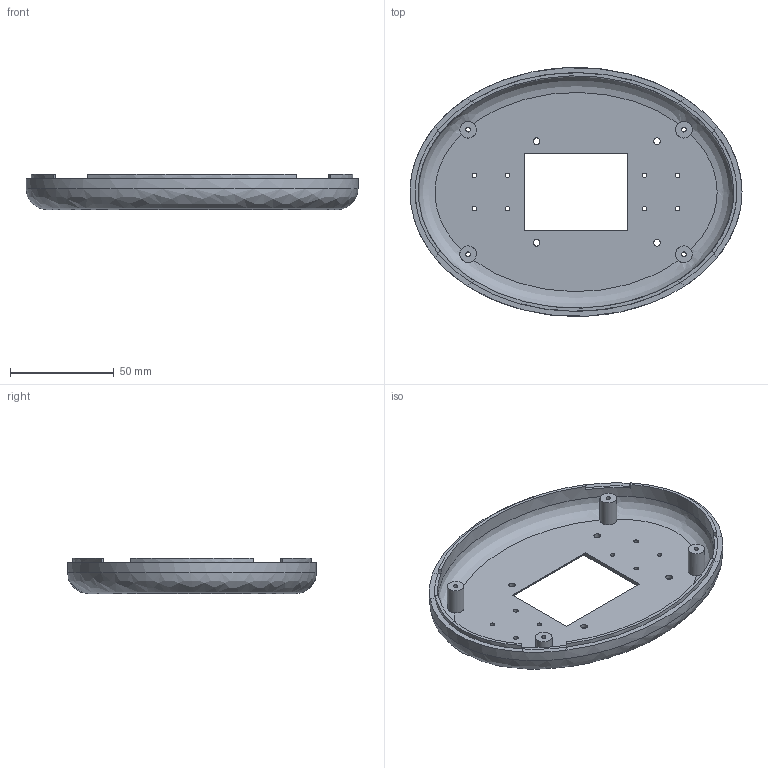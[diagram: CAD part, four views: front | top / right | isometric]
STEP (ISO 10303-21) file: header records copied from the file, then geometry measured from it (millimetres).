
FILE_DESCRIPTION(('FreeCAD Model'),'2;1');
FILE_NAME('Jymmy Head Bottom v3.1.stp','2015-11-10T12:01:06',( 'FreeCAD'),('FreeCAD'),'Open CASCADE STEP processor 6.8','FreeCAD', 'Unknown');
FILE_SCHEMA(('AUTOMOTIVE_DESIGN_CC2 { 1 2 10303 214 -1 1 5 4 }'));
Length unit declared in the file: millimetre
Products named in the file (1): Open CASCADE STEP translator 6.8 1
Bounding box: 160 x 119.99 x 17 mm (x, y, z)
Volume: 47606.6 mm3; surface area: 38848.6 mm2
Topology: 1 solids, 1 shells, 75 faces, 189 edges, 120 vertices
Faces by surface type: cylinder 34, plane 32, extrusion 7, bspline 2
Full cylindrical faces by diameter (mm): 2.2 x12, 3.2 x4, 4.4 x4, 8 x4
Entity records: 12039 total; most frequent: CARTESIAN_POINT 8495, DIRECTION 614, ORIENTED_EDGE 378, PCURVE 378, DEFINITIONAL_REPRESENTATION 378, VECTOR 192, EDGE_CURVE 189, AXIS2_PLACEMENT_3D 187
